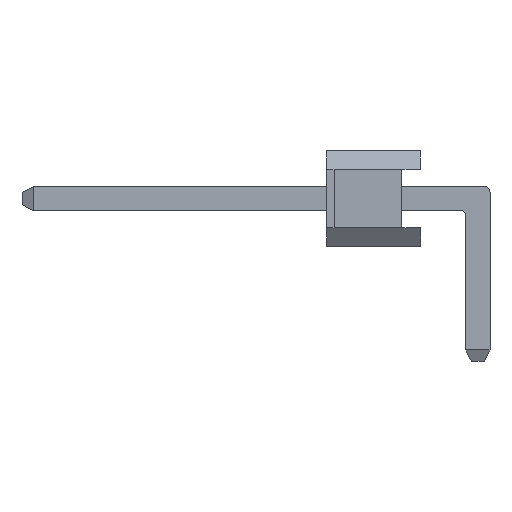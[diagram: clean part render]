
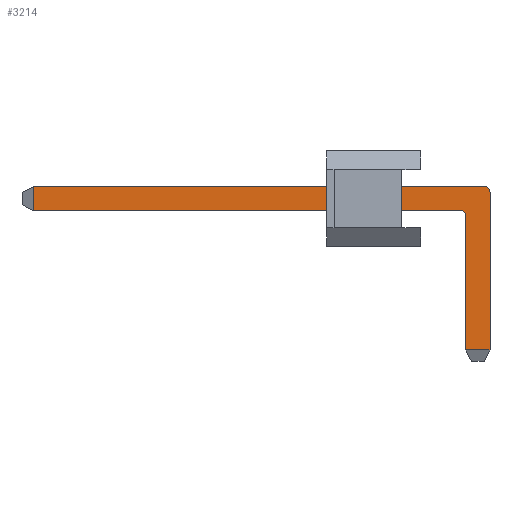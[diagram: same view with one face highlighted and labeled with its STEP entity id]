
A CAD part, left-side view. The second image highlights one B-rep face of the part: STEP entity #3214.
In plain terms, the highlighted planar face has unit normal (-1, 0, 0).
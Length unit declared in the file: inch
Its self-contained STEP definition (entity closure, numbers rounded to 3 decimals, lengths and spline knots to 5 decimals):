
#15 = CARTESIAN_POINT ( 'NONE',  ( 0., 0., 0.16496 ) ) ;
#81 = ORIENTED_EDGE ( 'NONE', *, *, #260, .T. ) ;
#134 = CARTESIAN_POINT ( 'NONE',  ( 0., 0.0252, 0.13976 ) ) ;
#155 = DIRECTION ( 'NONE',  ( 0., 0., -1. ) ) ;
#172 = ORIENTED_EDGE ( 'NONE', *, *, #2775, .T. ) ;
#220 = VERTEX_POINT ( 'NONE', #360 ) ;
#253 = CARTESIAN_POINT ( 'NONE',  ( 0., 0.47728, -0.06614 ) ) ;
#260 = EDGE_CURVE ( 'NONE', #383, #220, #984, .T. ) ;
#351 = LINE ( 'NONE', #2856, #2531 ) ;
#360 = CARTESIAN_POINT ( 'NONE',  ( 0., 0.0252, 0. ) ) ;
#383 = VERTEX_POINT ( 'NONE', #134 ) ;
#475 = CARTESIAN_POINT ( 'NONE',  ( 0., 0.47728, 0.17087 ) ) ;
#529 = DIRECTION ( 'NONE',  ( 0., -1., 0. ) ) ;
#551 = EDGE_CURVE ( 'NONE', #220, #2298, #2897, .T. ) ;
#800 = EDGE_LOOP ( 'NONE', ( #2382, #3122, #81, #904, #1681, #2469, #172, #989 ) ) ;
#844 = DIRECTION ( 'NONE',  ( 0., 0., 1. ) ) ;
#904 = ORIENTED_EDGE ( 'NONE', *, *, #551, .T. ) ;
#984 = LINE ( 'NONE', #2474, #2463 ) ;
#989 = ORIENTED_EDGE ( 'NONE', *, *, #2329, .T. ) ;
#1045 = CARTESIAN_POINT ( 'NONE',  ( 0., 0., -0.06614 ) ) ;
#1080 = PLANE ( 'NONE',  #3566 ) ;
#1156 = LINE ( 'NONE', #2779, #3363 ) ;
#1329 = DIRECTION ( 'NONE',  ( 1., 0., 0. ) ) ;
#1339 = VECTOR ( 'NONE', #844, 39.37008 ) ;
#1387 = DIRECTION ( 'NONE',  ( -1., 0., 0. ) ) ;
#1440 = AXIS2_PLACEMENT_3D ( 'NONE', #2203, #2541, #2364 ) ;
#1633 = CARTESIAN_POINT ( 'NONE',  ( 0., 0.08279, 0. ) ) ;
#1681 = ORIENTED_EDGE ( 'NONE', *, *, #2339, .T. ) ;
#1755 = CARTESIAN_POINT ( 'NONE',  ( 0., 0.00591, 0.17087 ) ) ;
#1854 = VERTEX_POINT ( 'NONE', #15 ) ;
#2009 = CARTESIAN_POINT ( 'NONE',  ( 0., 0., 0. ) ) ;
#2071 = CARTESIAN_POINT ( 'NONE',  ( 0., 0.47728, 0.14567 ) ) ;
#2148 = EDGE_CURVE ( 'NONE', #1854, #3653, #2747, .T. ) ;
#2203 = CARTESIAN_POINT ( 'NONE',  ( 0., 0.00591, 0.16496 ) ) ;
#2272 = VERTEX_POINT ( 'NONE', #2579 ) ;
#2298 = VERTEX_POINT ( 'NONE', #2009 ) ;
#2320 = VERTEX_POINT ( 'NONE', #475 ) ;
#2329 = EDGE_CURVE ( 'NONE', #2320, #2502, #3725, .T. ) ;
#2339 = EDGE_CURVE ( 'NONE', #2298, #1854, #3638, .T. ) ;
#2364 = DIRECTION ( 'NONE',  ( 0., 1., 0. ) ) ;
#2382 = ORIENTED_EDGE ( 'NONE', *, *, #3485, .T. ) ;
#2457 = AXIS2_PLACEMENT_3D ( 'NONE', #3056, #1329, #3330 ) ;
#2463 = VECTOR ( 'NONE', #3305, 39.37008 ) ;
#2469 = ORIENTED_EDGE ( 'NONE', *, *, #2148, .T. ) ;
#2474 = CARTESIAN_POINT ( 'NONE',  ( 0., 0.0252, -0.06614 ) ) ;
#2502 = VERTEX_POINT ( 'NONE', #2071 ) ;
#2510 = DIRECTION ( 'NONE',  ( 0., 1., 0. ) ) ;
#2531 = VECTOR ( 'NONE', #529, 39.37008 ) ;
#2541 = DIRECTION ( 'NONE',  ( -1., 0., 0. ) ) ;
#2579 = CARTESIAN_POINT ( 'NONE',  ( 0., 0.0311, 0.14567 ) ) ;
#2735 = EDGE_CURVE ( 'NONE', #2272, #383, #3455, .T. ) ;
#2747 = CIRCLE ( 'NONE', #1440, 0.00591 ) ;
#2775 = EDGE_CURVE ( 'NONE', #3653, #2320, #1156, .T. ) ;
#2779 = CARTESIAN_POINT ( 'NONE',  ( 0., 0.08279, 0.17087 ) ) ;
#2856 = CARTESIAN_POINT ( 'NONE',  ( 0., 0.08279, 0.14567 ) ) ;
#2897 = LINE ( 'NONE', #1633, #3569 ) ;
#3056 = CARTESIAN_POINT ( 'NONE',  ( 0., 0.0311, 0.13976 ) ) ;
#3070 = DIRECTION ( 'NONE',  ( 0., -1., 0. ) ) ;
#3112 = CARTESIAN_POINT ( 'NONE',  ( 0., 0.08279, -0.06614 ) ) ;
#3122 = ORIENTED_EDGE ( 'NONE', *, *, #2735, .T. ) ;
#3214 = ADVANCED_FACE ( 'NONE', ( #3814 ), #1080, .T. ) ;
#3231 = VECTOR ( 'NONE', #155, 39.37008 ) ;
#3305 = DIRECTION ( 'NONE',  ( 0., 0., -1. ) ) ;
#3330 = DIRECTION ( 'NONE',  ( 0., 0., -1. ) ) ;
#3363 = VECTOR ( 'NONE', #2510, 39.37008 ) ;
#3386 = DIRECTION ( 'NONE',  ( 0., -1., 0. ) ) ;
#3455 = CIRCLE ( 'NONE', #2457, 0.00591 ) ;
#3485 = EDGE_CURVE ( 'NONE', #2502, #2272, #351, .T. ) ;
#3566 = AXIS2_PLACEMENT_3D ( 'NONE', #3112, #1387, #3386 ) ;
#3569 = VECTOR ( 'NONE', #3070, 39.37008 ) ;
#3638 = LINE ( 'NONE', #1045, #1339 ) ;
#3653 = VERTEX_POINT ( 'NONE', #1755 ) ;
#3725 = LINE ( 'NONE', #253, #3231 ) ;
#3814 = FACE_OUTER_BOUND ( 'NONE', #800, .T. ) ;
